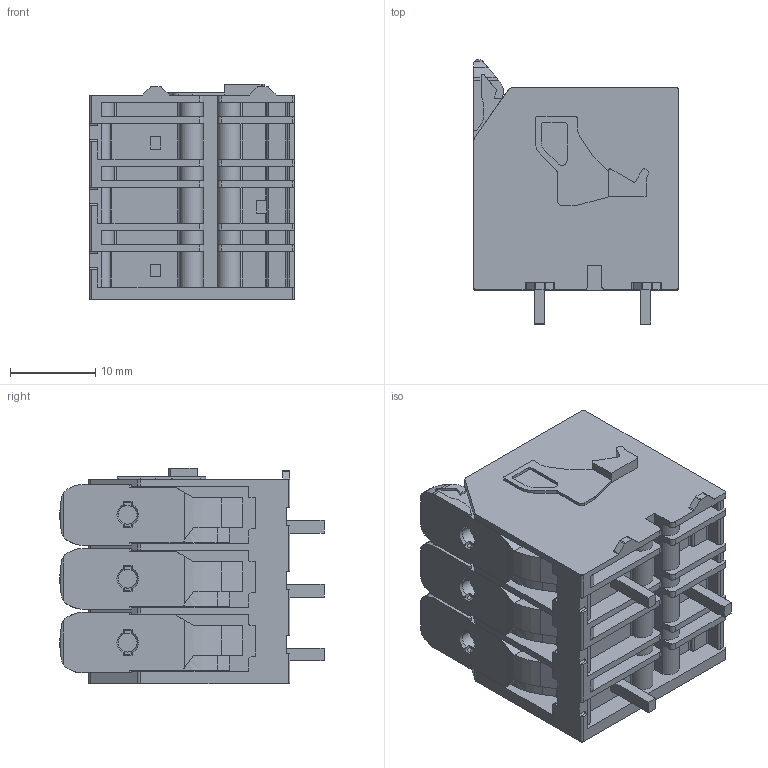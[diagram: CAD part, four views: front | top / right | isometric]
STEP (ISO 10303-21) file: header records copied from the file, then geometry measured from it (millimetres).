
FILE_DESCRIPTION( ( 'STEP AP214' ), '1' );
FILE_NAME( '2606-3103_020-000.stp', '2019-05-07T11:31:55', ( '' ), ( '' ), ' ', 'PARTsolutions', ' ' );
FILE_SCHEMA( ( 'AUTOMOTIVE_DESIGN { 1 0 10303 214 1 1 1 1 }' ) );
Length unit declared in the file: millimetre
Products named in the file (1): _2606-3103/020-000
Bounding box: 24 x 31 x 25.35 mm (x, y, z)
Volume: 12274.6 mm3; surface area: 5612.1 mm2
Topology: 1 solids, 1 shells, 701 faces, 1986 edges, 1303 vertices
Faces by surface type: plane 413, cylinder 264, cone 24
Full cylindrical faces by diameter (mm): 2.2 x6
Entity records: 28503 total; most frequent: CARTESIAN_POINT 4357, ORIENTED_EDGE 3948, DIRECTION 3873, EDGE_CURVE 1974, LINE 1335, VECTOR 1335, VERTEX_POINT 1297, AXIS2_PLACEMENT_3D 1269
